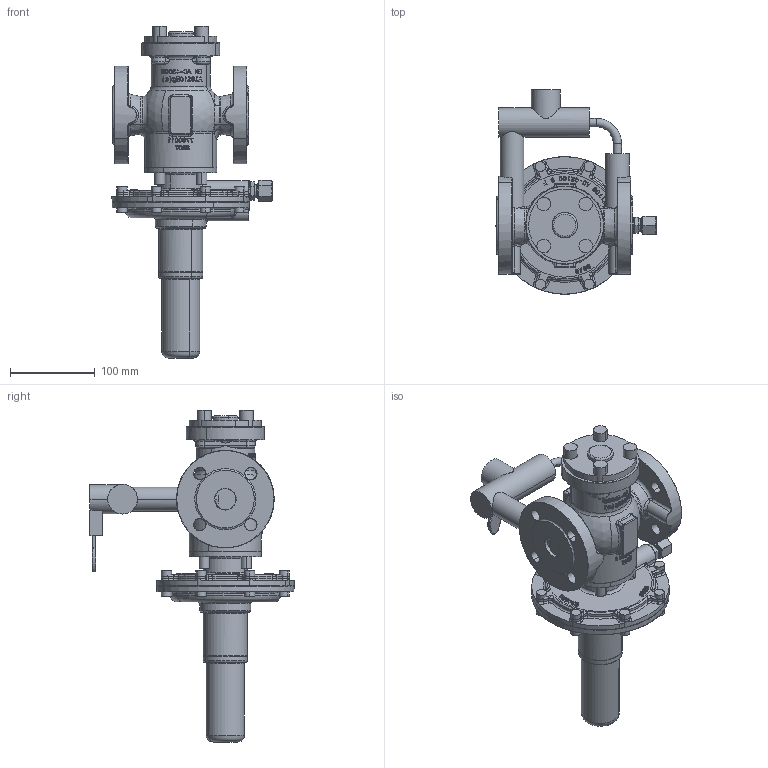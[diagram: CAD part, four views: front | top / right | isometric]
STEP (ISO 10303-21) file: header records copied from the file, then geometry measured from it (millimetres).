
FILE_DESCRIPTION(('CATIA V5 STEP Exchange'),'2;1');
FILE_NAME('S 104 DN 025-links.stp','2022-07-27T09:28:25+00:00',('none'),('none'),'CATIA Version 5-6 Release 2018 SP2','CATIA V5 STEP AP203','none');
FILE_SCHEMA(('CONFIG_CONTROL_DESIGN'));
Length unit declared in the file: millimetre
Products named in the file (1): S 104 DN 025-links
Bounding box: 188.5 x 240.5 x 391.06 mm (x, y, z)
Surface area: 311354.7 mm2 (no closed solid volume)
Topology: 0 solids, 14 shells, 2639 faces, 8516 edges, 5970 vertices
Faces by surface type: plane 1721, cylinder 436, torus 260, cone 111, bspline 89, sphere 22
Entity records: 114981 total; most frequent: CARTESIAN_POINT 47989, ORIENTED_EDGE 16938, DIRECTION 9371, EDGE_CURVE 8475, VERTEX_POINT 5970, VECTOR 3662, LINE 3662, AXIS2_PLACEMENT_3D 3606
